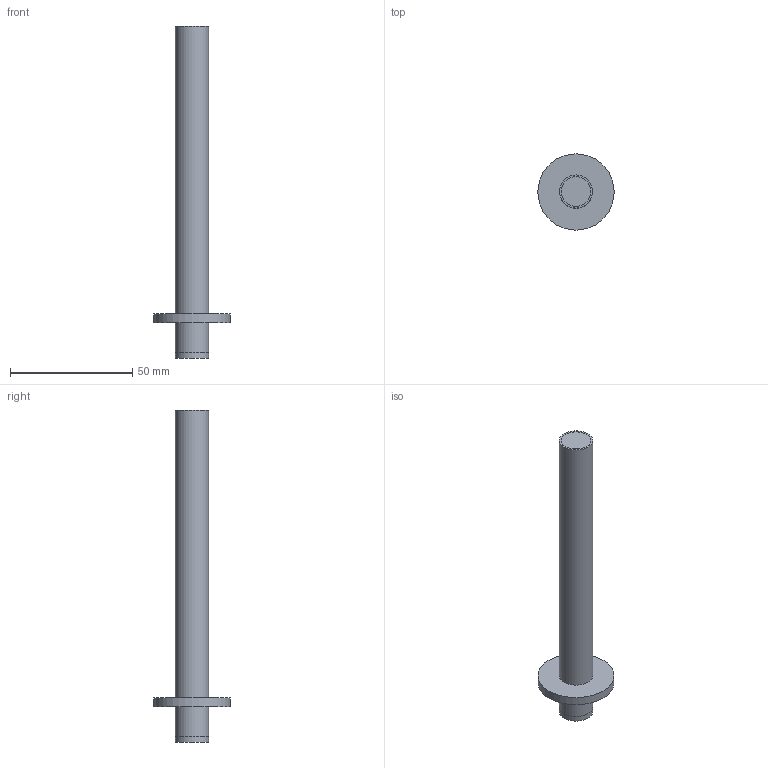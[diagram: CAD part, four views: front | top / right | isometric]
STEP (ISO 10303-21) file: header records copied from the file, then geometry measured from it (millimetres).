
FILE_DESCRIPTION(('Open CASCADE Model'),'2;1');
FILE_NAME('Open CASCADE Shape Model','2023-05-21T14:22:59',('Author'),( 'Open CASCADE'),'Open CASCADE STEP processor 7.7','Open CASCADE 7.7' ,'Unknown');
FILE_SCHEMA(('AUTOMOTIVE_DESIGN { 1 0 10303 214 1 1 1 1 }'));
Length unit declared in the file: millimetre
Products named in the file (9): CQ assembly; Turbocompressor Rotor; Turbocompressor Rotor_part; Rotor; Rotor_part; Plug; Plug_part; Magnet; Magnet_part
Assembly tree (8 placements, depth 4):
  CQ assembly
    Turbocompressor Rotor
      Turbocompressor Rotor_part
      Rotor
        Rotor_part
      Plug
        Plug_part
      Magnet
        Magnet_part
Bounding box: 31.23 x 31.23 x 135.98 mm (x, y, z)
Volume: 17727.9 mm3; surface area: 12994.1 mm2
Topology: 3 solids, 3 shells, 20 faces, 27 edges, 18 vertices
Faces by surface type: plane 11, cylinder 9
Full cylindrical faces by diameter (mm): 7.371 x1, 12.125 x2, 12.225 x2, 13.573 x3, 31.226 x1
Entity records: 979 total; most frequent: CARTESIAN_POINT 164, DIRECTION 151, ORIENTED_EDGE 54, PCURVE 54, DEFINITIONAL_REPRESENTATION 54, AXIS2_PLACEMENT_3D 47, LINE 45, VECTOR 45
